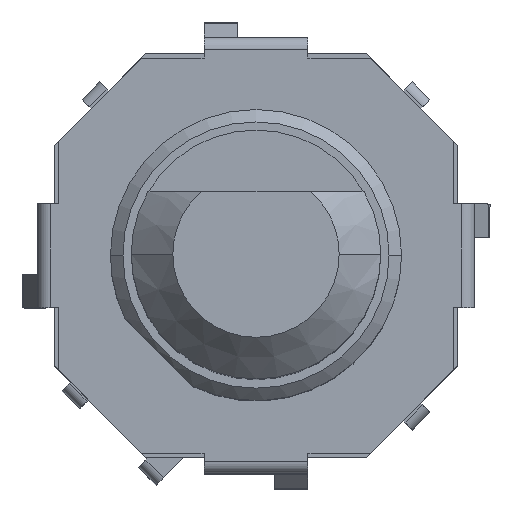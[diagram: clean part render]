
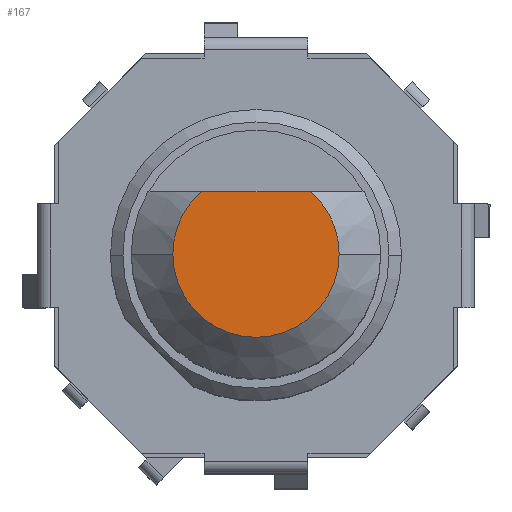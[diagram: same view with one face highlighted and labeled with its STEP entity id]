
A CAD part, top view. The second image highlights one B-rep face of the part: STEP entity #167.
In plain terms, the highlighted planar face has unit normal (0, 0, 1).
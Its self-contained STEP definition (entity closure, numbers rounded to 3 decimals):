
#167 = ADVANCED_FACE ( 'NONE', ( #15289 ), #13415, .T. ) ;
#586 = DIRECTION ( 'NONE',  ( 1., 0., 0. ) ) ;
#1937 = ORIENTED_EDGE ( 'NONE', *, *, #22430, .F. ) ;
#3344 = AXIS2_PLACEMENT_3D ( 'NONE', #25545, #10405, #18883 ) ;
#3448 = DIRECTION ( 'NONE',  ( 0., 0., 1. ) ) ;
#3597 = DIRECTION ( 'NONE',  ( 1., 0., 0. ) ) ;
#3772 = DIRECTION ( 'NONE',  ( 0., 0., 1. ) ) ;
#7015 = VERTEX_POINT ( 'NONE', #7022 ) ;
#7022 = CARTESIAN_POINT ( 'NONE',  ( 1.323, 1.5, 24.5 ) ) ;
#7595 = CARTESIAN_POINT ( 'NONE',  ( 0., 1.5, 24.5 ) ) ;
#8096 = CARTESIAN_POINT ( 'NONE',  ( 2., 0., 24.5 ) ) ;
#8138 = LINE ( 'NONE', #7595, #10486 ) ;
#10405 = DIRECTION ( 'NONE',  ( 0., 0., 1. ) ) ;
#10486 = VECTOR ( 'NONE', #18621, 1000. ) ;
#12046 = EDGE_CURVE ( 'NONE', #19687, #28595, #25754, .T. ) ;
#12753 = ORIENTED_EDGE ( 'NONE', *, *, #24046, .T. ) ;
#13415 = PLANE ( 'NONE',  #27173 ) ;
#15289 = FACE_OUTER_BOUND ( 'NONE', #20994, .T. ) ;
#15467 = ORIENTED_EDGE ( 'NONE', *, *, #22057, .T. ) ;
#17824 = CARTESIAN_POINT ( 'NONE',  ( -2., 0., 24.5 ) ) ;
#17859 = AXIS2_PLACEMENT_3D ( 'NONE', #20867, #3448, #3597 ) ;
#18226 = DIRECTION ( 'NONE',  ( 0., 0., 1. ) ) ;
#18621 = DIRECTION ( 'NONE',  ( 1., 0., 0. ) ) ;
#18883 = DIRECTION ( 'NONE',  ( 1., 0., 0. ) ) ;
#18922 = ORIENTED_EDGE ( 'NONE', *, *, #12046, .T. ) ;
#19687 = VERTEX_POINT ( 'NONE', #20919 ) ;
#20481 = CIRCLE ( 'NONE', #3344, 2. ) ;
#20867 = CARTESIAN_POINT ( 'NONE',  ( 0., 0., 24.5 ) ) ;
#20919 = CARTESIAN_POINT ( 'NONE',  ( -1.323, 1.5, 24.5 ) ) ;
#20994 = EDGE_LOOP ( 'NONE', ( #1937, #18922, #15467, #12753 ) ) ;
#22057 = EDGE_CURVE ( 'NONE', #28595, #26209, #24381, .T. ) ;
#22430 = EDGE_CURVE ( 'NONE', #19687, #7015, #8138, .T. ) ;
#22580 = AXIS2_PLACEMENT_3D ( 'NONE', #23649, #3772, #25956 ) ;
#23649 = CARTESIAN_POINT ( 'NONE',  ( 0., 0., 24.5 ) ) ;
#24046 = EDGE_CURVE ( 'NONE', #26209, #7015, #20481, .T. ) ;
#24381 = CIRCLE ( 'NONE', #22580, 2. ) ;
#24462 = CARTESIAN_POINT ( 'NONE',  ( 0., 0., 24.5 ) ) ;
#25545 = CARTESIAN_POINT ( 'NONE',  ( 0., 0., 24.5 ) ) ;
#25754 = CIRCLE ( 'NONE', #17859, 2. ) ;
#25956 = DIRECTION ( 'NONE',  ( 1., 0., 0. ) ) ;
#26209 = VERTEX_POINT ( 'NONE', #8096 ) ;
#27173 = AXIS2_PLACEMENT_3D ( 'NONE', #24462, #18226, #586 ) ;
#28595 = VERTEX_POINT ( 'NONE', #17824 ) ;
